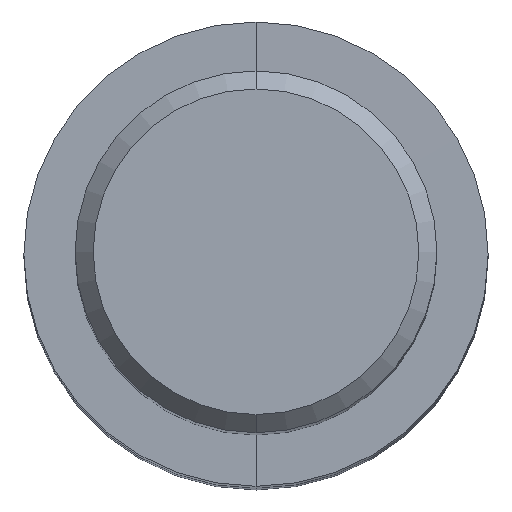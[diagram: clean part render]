
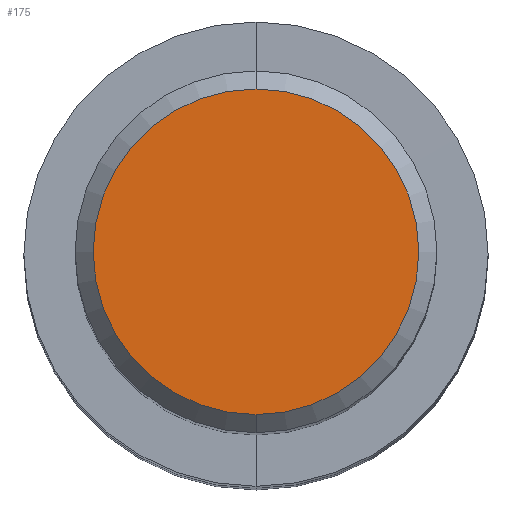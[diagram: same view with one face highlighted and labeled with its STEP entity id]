
A CAD part, top view. The second image highlights one B-rep face of the part: STEP entity #175.
In plain terms, the highlighted planar face has unit normal (0, 0, 1).
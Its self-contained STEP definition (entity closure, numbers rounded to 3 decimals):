
#95=EDGE_CURVE('',#105,#211,#238,.T.);
#105=VERTEX_POINT('',#248);
#129=EDGE_CURVE('',#211,#105,#276,.T.);
#175=ADVANCED_FACE('',(#328),#329,.T.);
#211=VERTEX_POINT('',#369);
#238=CIRCLE('',#390,5.4);
#248=CARTESIAN_POINT('',(0.0,5.4,0.0));
#276=CIRCLE('',#436,5.4);
#328=FACE_OUTER_BOUND('',#505,.T.);
#329=PLANE('',#506);
#369=CARTESIAN_POINT('',(0.,-5.4,0.0));
#390=AXIS2_PLACEMENT_3D('',#567,#568,#569);
#436=AXIS2_PLACEMENT_3D('',#612,#613,#614);
#505=EDGE_LOOP('',(#684,#685));
#506=AXIS2_PLACEMENT_3D('',#686,#687,#688);
#567=CARTESIAN_POINT('',(0.0,0.0,0.0));
#568=DIRECTION('',(0.0,0.0,-1.0));
#569=DIRECTION('',(0.0,1.0,0.0));
#612=CARTESIAN_POINT('',(0.0,0.0,0.0));
#613=DIRECTION('',(0.0,0.0,-1.0));
#614=DIRECTION('',(0.0,1.0,0.0));
#684=ORIENTED_EDGE('',*,*,#95,.F.);
#685=ORIENTED_EDGE('',*,*,#129,.F.);
#686=CARTESIAN_POINT('',(0.0,2.7,0.0));
#687=DIRECTION('',(-0.0,0.0,1.0));
#688=DIRECTION('',(0.0,-1.0,0.0));
